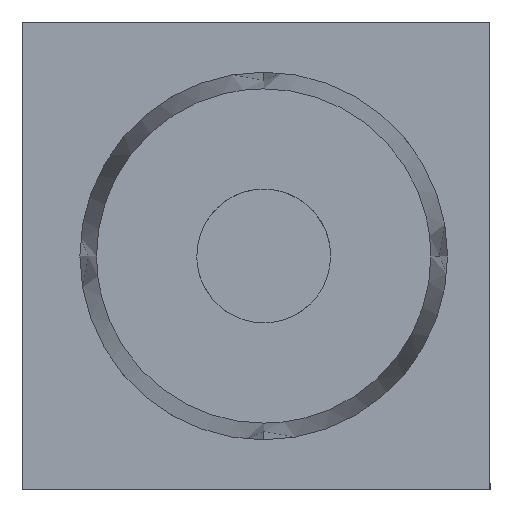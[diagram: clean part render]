
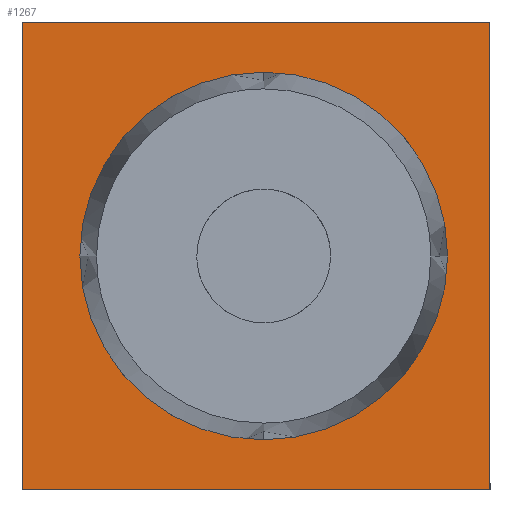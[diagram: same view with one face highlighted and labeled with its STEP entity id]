
A CAD part, left-side view. The second image highlights one B-rep face of the part: STEP entity #1267.
In plain terms, the highlighted planar face has unit normal (1, 0, 0).
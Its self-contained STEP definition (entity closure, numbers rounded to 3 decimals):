
#27 = LINE ( 'NONE', #1419, #1488 ) ;
#61 = EDGE_CURVE ( 'NONE', #749, #929, #1206, .T. ) ;
#81 = ORIENTED_EDGE ( 'NONE', *, *, #389, .T. ) ;
#124 = AXIS2_PLACEMENT_3D ( 'NONE', #705, #471, #939 ) ;
#137 = DIRECTION ( 'NONE',  ( 1., 0., 0. ) ) ;
#145 = VECTOR ( 'NONE', #578, 1000. ) ;
#151 = CARTESIAN_POINT ( 'NONE',  ( -11.1, -3.4, 0. ) ) ;
#188 = CARTESIAN_POINT ( 'NONE',  ( -11.1, 3.83, 7. ) ) ;
#229 = CARTESIAN_POINT ( 'NONE',  ( -11.1, -3.4, -5.5 ) ) ;
#247 = CARTESIAN_POINT ( 'NONE',  ( -11.1, -10.17, 7. ) ) ;
#254 = PLANE ( 'NONE',  #1096 ) ;
#301 = VERTEX_POINT ( 'NONE', #1329 ) ;
#317 = EDGE_CURVE ( 'NONE', #749, #1353, #399, .T. ) ;
#349 = ORIENTED_EDGE ( 'NONE', *, *, #1350, .T. ) ;
#369 = EDGE_CURVE ( 'NONE', #776, #301, #465, .T. ) ;
#389 = EDGE_CURVE ( 'NONE', #1353, #1516, #1475, .T. ) ;
#399 = LINE ( 'NONE', #973, #495 ) ;
#401 = CARTESIAN_POINT ( 'NONE',  ( -11.1, -10.17, 7. ) ) ;
#465 = CIRCLE ( 'NONE', #124, 5.5 ) ;
#471 = DIRECTION ( 'NONE',  ( -1., 0., 0. ) ) ;
#495 = VECTOR ( 'NONE', #651, 1000. ) ;
#508 = DIRECTION ( 'NONE',  ( -1., 0., 0. ) ) ;
#578 = DIRECTION ( 'NONE',  ( 0., 0., 1. ) ) ;
#651 = DIRECTION ( 'NONE',  ( 0., 1., 0. ) ) ;
#667 = DIRECTION ( 'NONE',  ( 0., 1., 0. ) ) ;
#705 = CARTESIAN_POINT ( 'NONE',  ( -11.1, -3.4, 0. ) ) ;
#749 = VERTEX_POINT ( 'NONE', #820 ) ;
#751 = EDGE_LOOP ( 'NONE', ( #1103, #933, #81, #984 ) ) ;
#758 = DIRECTION ( 'NONE',  ( 0., 0., 1. ) ) ;
#765 = DIRECTION ( 'NONE',  ( 0., 0., 1. ) ) ;
#776 = VERTEX_POINT ( 'NONE', #229 ) ;
#820 = CARTESIAN_POINT ( 'NONE',  ( -11.1, -10.17, -7. ) ) ;
#843 = VECTOR ( 'NONE', #765, 1000. ) ;
#852 = CARTESIAN_POINT ( 'NONE',  ( -11.1, 3.83, -7. ) ) ;
#870 = EDGE_LOOP ( 'NONE', ( #349, #986 ) ) ;
#890 = AXIS2_PLACEMENT_3D ( 'NONE', #151, #508, #758 ) ;
#929 = VERTEX_POINT ( 'NONE', #1336 ) ;
#933 = ORIENTED_EDGE ( 'NONE', *, *, #317, .T. ) ;
#939 = DIRECTION ( 'NONE',  ( 0., 0., 1. ) ) ;
#956 = CARTESIAN_POINT ( 'NONE',  ( -11.1, 3.83, 7. ) ) ;
#973 = CARTESIAN_POINT ( 'NONE',  ( -11.1, 3.83, -7. ) ) ;
#984 = ORIENTED_EDGE ( 'NONE', *, *, #1526, .F. ) ;
#986 = ORIENTED_EDGE ( 'NONE', *, *, #369, .T. ) ;
#1096 = AXIS2_PLACEMENT_3D ( 'NONE', #247, #137, #1507 ) ;
#1098 = FACE_BOUND ( 'NONE', #870, .T. ) ;
#1103 = ORIENTED_EDGE ( 'NONE', *, *, #61, .F. ) ;
#1206 = LINE ( 'NONE', #401, #843 ) ;
#1267 = ADVANCED_FACE ( 'NONE', ( #1491, #1098 ), #254, .T. ) ;
#1329 = CARTESIAN_POINT ( 'NONE',  ( -11.1, -3.4, 5.5 ) ) ;
#1336 = CARTESIAN_POINT ( 'NONE',  ( -11.1, -10.17, 7. ) ) ;
#1350 = EDGE_CURVE ( 'NONE', #301, #776, #1404, .T. ) ;
#1353 = VERTEX_POINT ( 'NONE', #852 ) ;
#1404 = CIRCLE ( 'NONE', #890, 5.5 ) ;
#1419 = CARTESIAN_POINT ( 'NONE',  ( -11.1, 3.83, 7. ) ) ;
#1475 = LINE ( 'NONE', #956, #145 ) ;
#1488 = VECTOR ( 'NONE', #667, 1000. ) ;
#1491 = FACE_OUTER_BOUND ( 'NONE', #751, .T. ) ;
#1507 = DIRECTION ( 'NONE',  ( 0., 0., -1. ) ) ;
#1516 = VERTEX_POINT ( 'NONE', #188 ) ;
#1526 = EDGE_CURVE ( 'NONE', #929, #1516, #27, .T. ) ;
